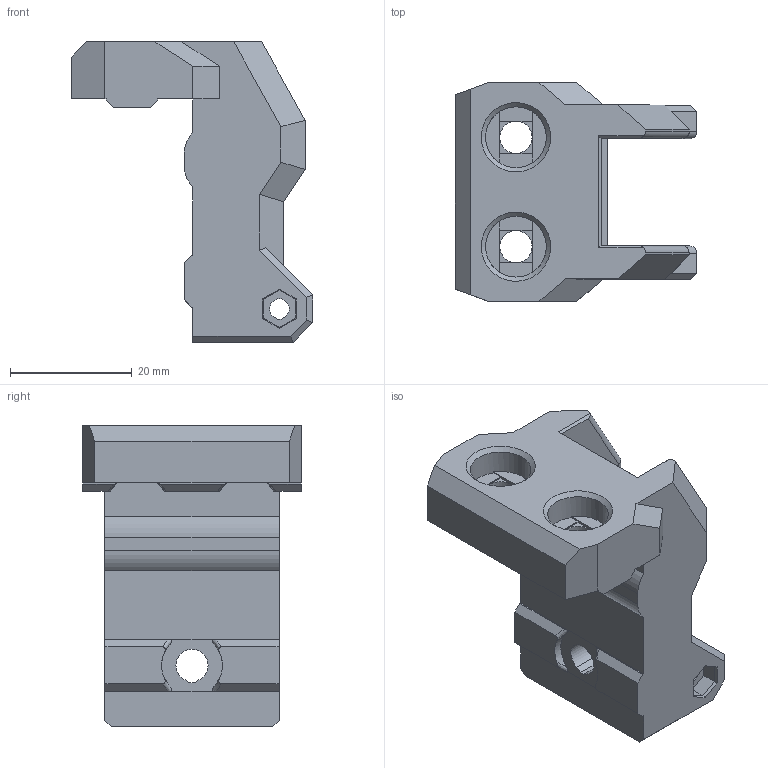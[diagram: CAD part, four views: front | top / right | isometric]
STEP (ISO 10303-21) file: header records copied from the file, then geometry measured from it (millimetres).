
FILE_DESCRIPTION(/* description */ (''),/* implementation_level */ '2;1');
FILE_NAME(/* name */ 'MB-Z10.y-axis.MB-y-idler.MB-y-idler-mount.step',/* time_stamp */ '2023-03-27T17:12:30+02:00',/* author */ (''),/* organization */ (''),/* preprocessor_version */ 'ST-DEVELOPER v19.2',/* originating_system */ 'Autodesk Translation Framework v11.17.0.187',/* authorisation */ '');
FILE_SCHEMA (('AUTOMOTIVE_DESIGN { 1 0 10303 214 3 1 1 }'));
Length unit declared in the file: millimetre
Products named in the file (1): MB-y-idler-mount
Bounding box: 39.75 x 36 x 49.4 mm (x, y, z)
Volume: 17618 mm3; surface area: 8919 mm2
Topology: 1 solids, 11 shells, 261 faces, 649 edges, 414 vertices
Faces by surface type: plane 214, cylinder 33, bspline 12, cone 2
Full cylindrical faces by diameter (mm): 5.3 x2, 10 x2
Entity records: 8135 total; most frequent: CARTESIAN_POINT 1913, ORIENTED_EDGE 1298, DIRECTION 1209, EDGE_CURVE 649, LINE 517, VECTOR 517, VERTEX_POINT 414, AXIS2_PLACEMENT_3D 346
